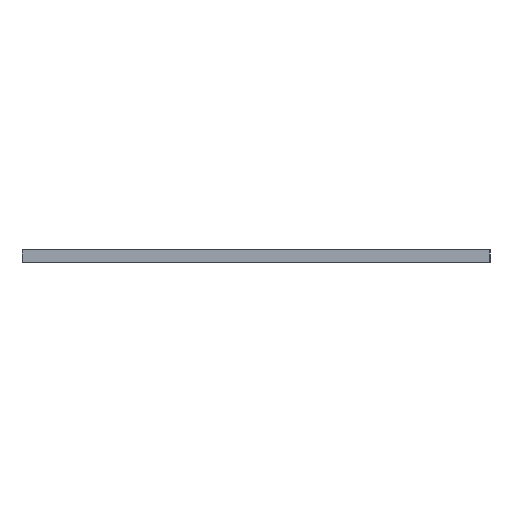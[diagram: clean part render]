
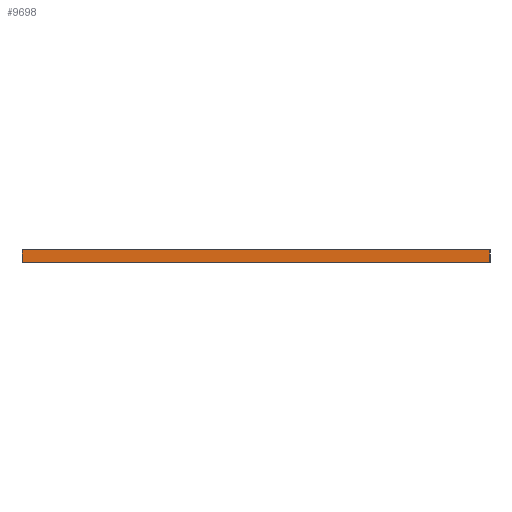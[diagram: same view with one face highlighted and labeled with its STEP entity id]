
A CAD part, left-side view. The second image highlights one B-rep face of the part: STEP entity #9698.
In plain terms, the highlighted planar face has unit normal (-1, 0, 0).
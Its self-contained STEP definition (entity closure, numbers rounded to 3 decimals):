
#9642 = VERTEX_POINT('',#9643);
#9643 = CARTESIAN_POINT('',(92.1,-111.6,1.51));
#9649 = EDGE_CURVE('',#9650,#9642,#9652,.T.);
#9650 = VERTEX_POINT('',#9651);
#9651 = CARTESIAN_POINT('',(92.1,-111.6,0.));
#9652 = LINE('',#9653,#9654);
#9653 = CARTESIAN_POINT('',(92.1,-111.6,0.));
#9654 = VECTOR('',#9655,1.);
#9655 = DIRECTION('',(0.,0.,1.));
#9698 = ADVANCED_FACE('',(#9699),#9724,.T.);
#9699 = FACE_BOUND('',#9700,.T.);
#9700 = EDGE_LOOP('',(#9701,#9702,#9710,#9718));
#9701 = ORIENTED_EDGE('',*,*,#9649,.T.);
#9702 = ORIENTED_EDGE('',*,*,#9703,.T.);
#9703 = EDGE_CURVE('',#9642,#9704,#9706,.T.);
#9704 = VERTEX_POINT('',#9705);
#9705 = CARTESIAN_POINT('',(92.1,-54.8,1.51));
#9706 = LINE('',#9707,#9708);
#9707 = CARTESIAN_POINT('',(92.1,-111.6,1.51));
#9708 = VECTOR('',#9709,1.);
#9709 = DIRECTION('',(0.,1.,0.));
#9710 = ORIENTED_EDGE('',*,*,#9711,.F.);
#9711 = EDGE_CURVE('',#9712,#9704,#9714,.T.);
#9712 = VERTEX_POINT('',#9713);
#9713 = CARTESIAN_POINT('',(92.1,-54.8,0.));
#9714 = LINE('',#9715,#9716);
#9715 = CARTESIAN_POINT('',(92.1,-54.8,0.));
#9716 = VECTOR('',#9717,1.);
#9717 = DIRECTION('',(0.,0.,1.));
#9718 = ORIENTED_EDGE('',*,*,#9719,.F.);
#9719 = EDGE_CURVE('',#9650,#9712,#9720,.T.);
#9720 = LINE('',#9721,#9722);
#9721 = CARTESIAN_POINT('',(92.1,-111.6,0.));
#9722 = VECTOR('',#9723,1.);
#9723 = DIRECTION('',(0.,1.,0.));
#9724 = PLANE('',#9725);
#9725 = AXIS2_PLACEMENT_3D('',#9726,#9727,#9728);
#9726 = CARTESIAN_POINT('',(92.1,-111.6,0.));
#9727 = DIRECTION('',(-1.,0.,0.));
#9728 = DIRECTION('',(0.,1.,0.));
